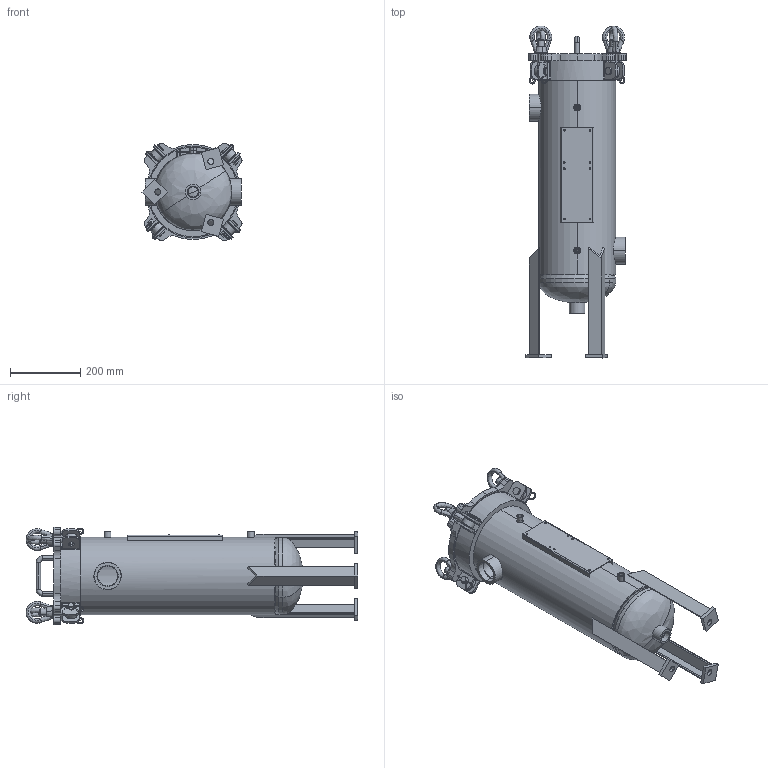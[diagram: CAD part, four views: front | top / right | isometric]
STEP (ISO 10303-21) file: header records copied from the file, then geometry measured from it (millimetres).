
FILE_DESCRIPTION (( 'STEP AP203' ), '1' );
FILE_NAME ('BF11-2.STEP', '2021-03-04T18:28:08', ( '' ), ( '' ), 'SwSTEP 2.0', 'SolidWorks 2020', '' );
FILE_SCHEMA (( 'CONFIG_CONTROL_DESIGN' ));
Length unit declared in the file: inch
Products named in the file (25): 9800848; 9031000_.625IN X 1.875IN LG; 100H0952_100H0952; 100K0132; 100G0046; 100A1951; 9800644_.75IN EYENUT; 118D0533; 118M1850; 9800833; 118C0425; BF11-2; Couplings_9500560; 118A1949; 100K0083; 118R0359; 118P3740; 9031010; Couplings_9500551; EYEBOLTS_100H3870; 100T0590; Couplings_9500566; 100L0658
Assembly tree (51 placements, depth 3):
  BF11-2
    118P3740
    118D0533
    118R0359
    118M1850
    Couplings_9500551  x2
    Couplings_9500566  x2
    Couplings_9500560
    100A1951
      100T0590
      100L0658
    100A1951
      100T0590
      100L0658
    100A1951
      100T0590
      100L0658
    100K0083
    118A1949
      118C0425
      100K0132
    EYEBOLTS_100H3870  x4
    9800644_.75IN EYENUT  x4
    9800833  x4
    9031010  x4
    9031000_.625IN X 1.875IN LG  x3
    9800848  x8
    100G0046
    100H0952_100H0952
Bounding box: 284.12 x 942.86 x 277.62 mm (x, y, z)
Volume: 5744813.5 mm3; surface area: 2120990.6 mm2
Topology: 48 solids, 48 shells, 794 faces, 1899 edges, 1168 vertices
Faces by surface type: cylinder 329, plane 215, torus 116, bspline 84, cone 46, sphere 4
Entity records: 21315 total; most frequent: CARTESIAN_POINT 6310, DIRECTION 2624, ORIENTED_EDGE 2316, EDGE_CURVE 1158, AXIS2_PLACEMENT_3D 1091, VERTEX_POINT 733, CIRCLE 589, EDGE_LOOP 543
